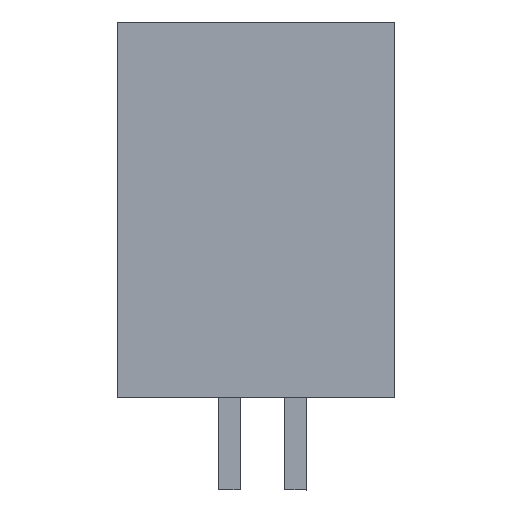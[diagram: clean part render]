
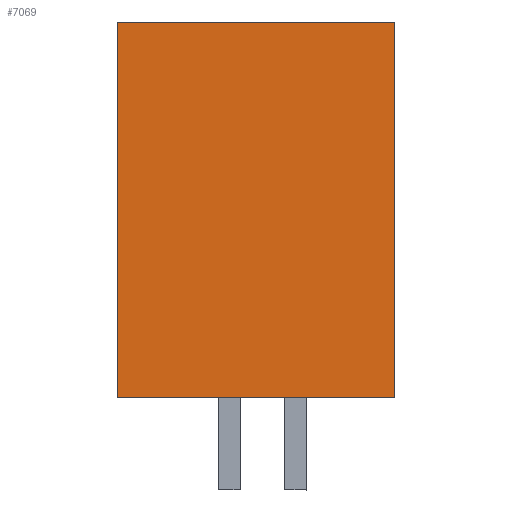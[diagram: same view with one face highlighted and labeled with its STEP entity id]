
A CAD part, left-side view. The second image highlights one B-rep face of the part: STEP entity #7069.
In plain terms, the highlighted planar face has unit normal (-1, 0, 0).
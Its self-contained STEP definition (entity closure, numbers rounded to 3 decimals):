
#7049=AXIS2_PLACEMENT_3D('Plane Axis2P3D',#7046,#7047,#7048) ;
#1269=CARTESIAN_POINT('Vertex',(0.,0.,3.5)) ;
#1272=CARTESIAN_POINT('Line Origine',(0.,5.25,3.5)) ;
#1276=CARTESIAN_POINT('Vertex',(0.,10.5,3.5)) ;
#2658=CARTESIAN_POINT('Line Origine',(0.,0.,10.6)) ;
#2662=CARTESIAN_POINT('Vertex',(0.,0.,17.7)) ;
#7046=CARTESIAN_POINT('Axis2P3D Location',(0.,10.5,0.)) ;
#7051=CARTESIAN_POINT('Line Origine',(0.,10.5,10.6)) ;
#7055=CARTESIAN_POINT('Vertex',(0.,10.5,17.7)) ;
#7058=CARTESIAN_POINT('Line Origine',(0.,5.25,17.7)) ;
#1273=DIRECTION('Vector Direction',(0.,-1.,0.)) ;
#2659=DIRECTION('Vector Direction',(0.,0.,1.)) ;
#7047=DIRECTION('Axis2P3D Direction',(-1.,0.,0.)) ;
#7048=DIRECTION('Axis2P3D XDirection',(0.,-1.,0.)) ;
#7052=DIRECTION('Vector Direction',(0.,0.,1.)) ;
#7059=DIRECTION('Vector Direction',(0.,-1.,0.)) ;
#1274=VECTOR('Line Direction',#1273,1.) ;
#2660=VECTOR('Line Direction',#2659,1.) ;
#7053=VECTOR('Line Direction',#7052,1.) ;
#7060=VECTOR('Line Direction',#7059,1.) ;
#7064=ORIENTED_EDGE('',*,*,#7057,.T.) ;
#7065=ORIENTED_EDGE('',*,*,#1278,.T.) ;
#7066=ORIENTED_EDGE('',*,*,#2664,.T.) ;
#7067=ORIENTED_EDGE('',*,*,#7062,.T.) ;
#7069=ADVANCED_FACE('HOUSING',(#7068),#7050,.T.) ;
#1278=EDGE_CURVE('',#1277,#1270,#1275,.T.) ;
#2664=EDGE_CURVE('',#1270,#2663,#2661,.T.) ;
#7057=EDGE_CURVE('',#7056,#1277,#7054,.F.) ;
#7062=EDGE_CURVE('',#2663,#7056,#7061,.F.) ;
#7063=EDGE_LOOP('',(#7064,#7065,#7066,#7067)) ;
#7068=FACE_OUTER_BOUND('',#7063,.T.) ;
#1275=LINE('Line',#1272,#1274) ;
#2661=LINE('Line',#2658,#2660) ;
#7054=LINE('Line',#7051,#7053) ;
#7061=LINE('Line',#7058,#7060) ;
#7050=PLANE('',#7049) ;
#1270=VERTEX_POINT('',#1269) ;
#1277=VERTEX_POINT('',#1276) ;
#2663=VERTEX_POINT('',#2662) ;
#7056=VERTEX_POINT('',#7055) ;
